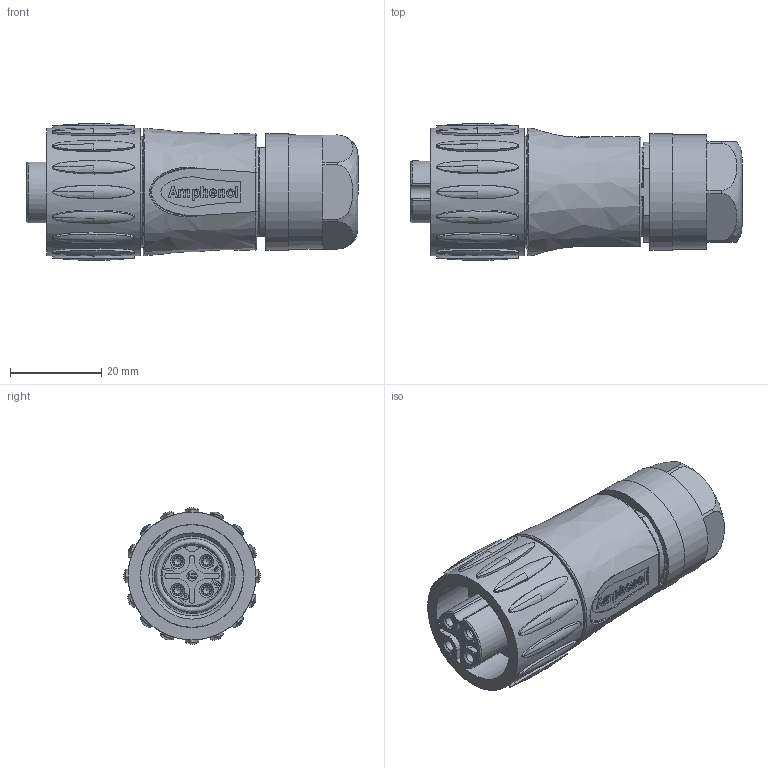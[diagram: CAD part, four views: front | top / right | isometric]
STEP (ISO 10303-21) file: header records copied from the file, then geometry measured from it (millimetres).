
FILE_DESCRIPTION(/* description */ (''),/* implementation_level */ '2;1');
FILE_NAME(/* name */ 'C016_20D003_110_12.stp',/* time_stamp */ '2016-03-07T11:51:42+01:00',/* author */ (''),/* organization */ (''),/* preprocessor_version */ 'ST-DEVELOPER v15',/* originating_system */ 'SIEMENS PLM Software NX 9.0',/* authorisation */ '');
FILE_SCHEMA (('AP203_CONFIGURATION_CONTROLLED_3D_DESIGN_OF_MECHANICAL_PARTS_AND_ASSEMBLIES_MIM_LF { 1 0 10303 403 2 1 2}'));
Products named in the file (1): rsch0758A7B1nw20
Bounding box: 72.8 x 30 x 30 mm (x, y, z)
Volume: 24431.1 mm3; surface area: 23197.5 mm2
Topology: 1 solids, 4 shells, 1682 faces, 4587 edges, 2929 vertices
Faces by surface type: plane 1031, cylinder 361, bspline 194, cone 76, extrusion 20
Full cylindrical faces by diameter (mm): 0.128 x4, 2.1 x4, 2.25 x1, 2.3 x4, 2.5 x8, 2.6 x2, 3.128 x4, 3.4 x4, 3.6 x6, 9 x1, 13.6 x1, 14.2 x1, 14.5 x1, 16.2 x1, 17 x1, 17.5 x1, 17.7 x2, 17.8 x1, 18.8 x1, 19.4 x1, 19.9 x1, 20 x1, 20.8 x1, 21.2 x1, 22.6 x1, 22.8 x1, 23 x1, 24.5 x1, 25 x2, 25.5 x1
Entity records: 60912 total; most frequent: CARTESIAN_POINT 20449, ORIENTED_EDGE 8772, DIRECTION 7700, EDGE_CURVE 4386, VERTEX_POINT 2901, VECTOR 2710, LINE 2690, AXIS2_PLACEMENT_3D 2495
